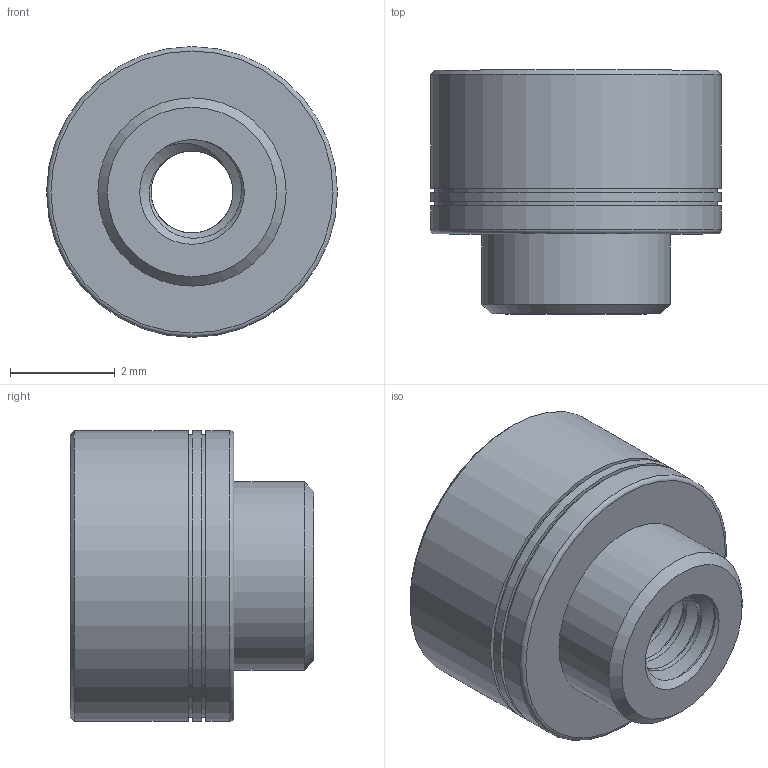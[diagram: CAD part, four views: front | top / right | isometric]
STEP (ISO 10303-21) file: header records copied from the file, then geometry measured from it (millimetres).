
FILE_DESCRIPTION (( 'STEP AP214' ), '1' );
FILE_NAME ('SMTSO-M2-3ET.STEP', '2021-12-21T01:29:10', ( '' ), ( '' ), 'SwSTEP 2.0', 'SolidWorks 2020', '' );
FILE_SCHEMA (( 'AUTOMOTIVE_DESIGN' ));
Length unit declared in the file: millimetre
Products named in the file (1): SMTSO-M2-3ET
Bounding box: 5.56 x 4.66 x 5.56 mm (x, y, z)
Volume: 78.7 mm3; surface area: 162.4 mm2
Topology: 1 solids, 1 shells, 22 faces, 39 edges, 24 vertices
Faces by surface type: cylinder 7, plane 7, cone 4, bspline 3, torus 1
Full cylindrical faces by diameter (mm): 3.6 x1, 5.407 x2, 5.56 x3
Entity records: 3683 total; most frequent: CARTESIAN_POINT 3268, DIRECTION 80, ORIENTED_EDGE 60, AXIS2_PLACEMENT_3D 40, EDGE_LOOP 38, EDGE_CURVE 30, FACE_OUTER_BOUND 29, VERTEX_POINT 24
